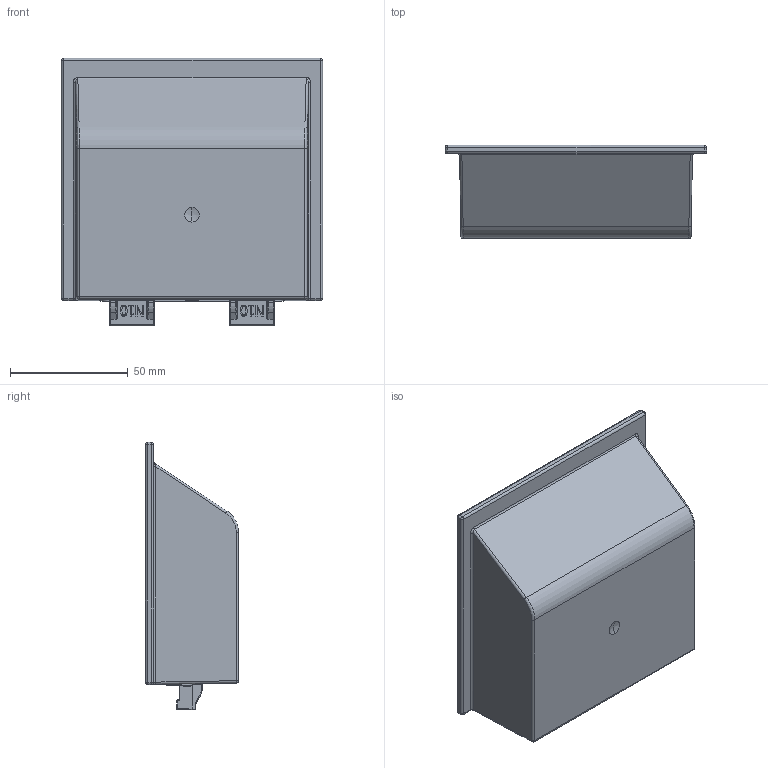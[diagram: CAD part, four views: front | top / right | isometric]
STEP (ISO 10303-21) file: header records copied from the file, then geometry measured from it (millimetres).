
FILE_DESCRIPTION (( 'STEP AP214' ), '1' );
FILE_NAME ('061MGC2D291N08.STEP', '2017-01-02T11:14:59', ( '' ), ( '' ), 'SwSTEP 2.0', 'SolidWorks 2016', '' );
FILE_SCHEMA (( 'AUTOMOTIVE_DESIGN' ));
Length unit declared in the file: millimetre
Products named in the file (1): 061MGC2D291N08
Bounding box: 111.09 x 39.6 x 113.74 mm (x, y, z)
Volume: 71301.5 mm3; surface area: 46930.7 mm2
Topology: 1 solids, 1 shells, 394 faces, 946 edges, 531 vertices
Faces by surface type: cylinder 155, plane 114, bspline 85, sphere 40
Entity records: 13280 total; most frequent: CARTESIAN_POINT 5065, ORIENTED_EDGE 1820, DIRECTION 1573, EDGE_CURVE 910, AXIS2_PLACEMENT_3D 553, VERTEX_POINT 531, VECTOR 467, LINE 467
